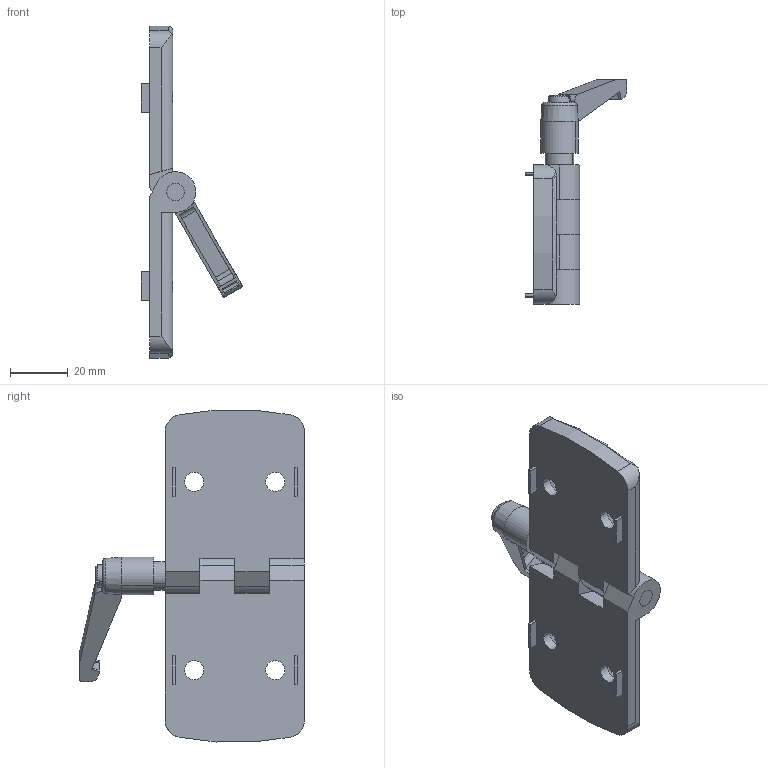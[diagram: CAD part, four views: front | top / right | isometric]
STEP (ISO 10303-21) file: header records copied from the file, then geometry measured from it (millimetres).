
FILE_DESCRIPTION((''),'2;1');
FILE_NAME('12075_TECAJ_PA_60X60_Z_ROCICO_ASM','2022-09-19T07:47:37',('PredragRovcanin'),('Audax d.o.o.'),'CREO PARAMETRIC BY PTC INC, 2020281','CREO PARAMETRIC BY PTC INC, 2020281','');
FILE_SCHEMA(('AP242_MANAGED_MODEL_BASED_3D_ENGINEERING_MIM_LF { 1 0 10303 442 1 1 4 }'));
Length unit declared in the file: millimetre
Products named in the file (4): 12075_TECAJ_PA_60X60_Z_ROCICO_A; 12075_TECAJ_PA_60X60_Z_ROCICO_B; 12075_TECAJ_PA_60X60_Z_ROCICO_C; 12075_TECAJ_PA_60X60_Z_ROCICO_ASM
Assembly tree (4 placements, depth 2):
  12075_TECAJ_PA_60X60_Z_ROCICO_ASM
    12075_TECAJ_PA_60X60_Z_ROCICO_A  x2
    12075_TECAJ_PA_60X60_Z_ROCICO_B
    12075_TECAJ_PA_60X60_Z_ROCICO_C
Bounding box: 35.19 x 77.5 x 114.59 mm (x, y, z)
Volume: 46719.2 mm3; surface area: 20066.9 mm2
Topology: 4 solids, 4 shells, 146 faces, 411 edges, 299 vertices
Faces by surface type: plane 79, cylinder 53, cone 11, torus 3
Entity records: 5657 total; most frequent: CARTESIAN_POINT 724, DIRECTION 614, ORIENTED_EDGE 520, COLOUR_RGB 322, PRESENTATION_STYLE_ASSIGNMENT 309, STYLED_ITEM 309, CURVE_STYLE 306, EDGE_CURVE 260
